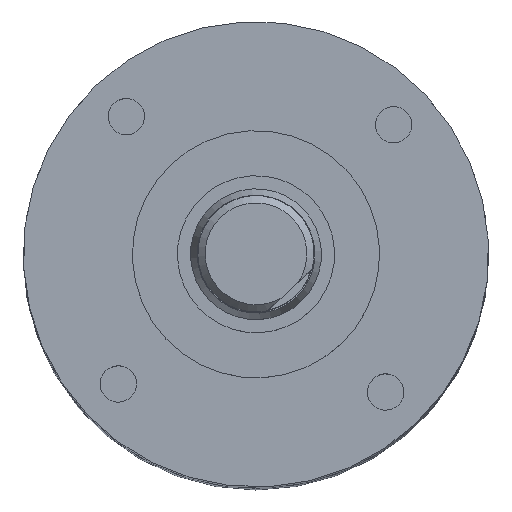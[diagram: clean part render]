
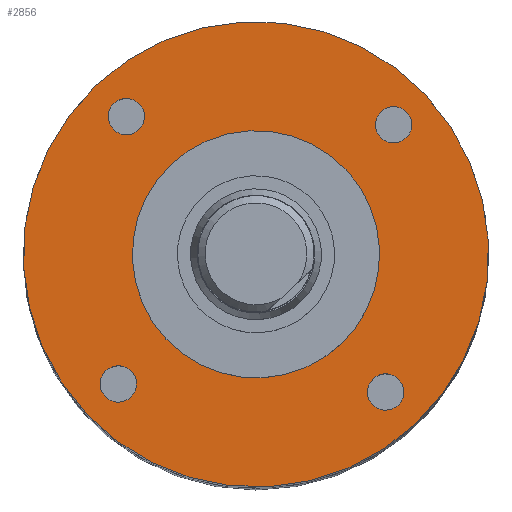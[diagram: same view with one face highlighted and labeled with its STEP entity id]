
A CAD part, top view. The second image highlights one B-rep face of the part: STEP entity #2856.
In plain terms, the highlighted planar face has unit normal (0, 0, 1).
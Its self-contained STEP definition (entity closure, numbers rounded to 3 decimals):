
#188=FACE_BOUND('',#845,.T.);
#189=FACE_BOUND('',#846,.T.);
#190=FACE_BOUND('',#847,.T.);
#191=FACE_BOUND('',#848,.T.);
#192=FACE_BOUND('',#849,.T.);
#646=FACE_OUTER_BOUND('',#844,.T.);
#844=EDGE_LOOP('',(#2081));
#845=EDGE_LOOP('',(#2082));
#846=EDGE_LOOP('',(#2083));
#847=EDGE_LOOP('',(#2084));
#848=EDGE_LOOP('',(#2085));
#849=EDGE_LOOP('',(#2086));
#1087=CIRCLE('',#3146,16.);
#1090=CIRCLE('',#3151,1.25);
#1091=CIRCLE('',#3152,1.25);
#1092=CIRCLE('',#3153,1.25);
#1093=CIRCLE('',#3154,1.25);
#1094=CIRCLE('',#3155,8.5);
#1305=VERTEX_POINT('',#4647);
#1308=VERTEX_POINT('',#4656);
#1309=VERTEX_POINT('',#4658);
#1310=VERTEX_POINT('',#4660);
#1311=VERTEX_POINT('',#4662);
#1312=VERTEX_POINT('',#4664);
#1597=EDGE_CURVE('',#1305,#1305,#1087,.T.);
#1601=EDGE_CURVE('',#1308,#1308,#1090,.T.);
#1602=EDGE_CURVE('',#1309,#1309,#1091,.T.);
#1603=EDGE_CURVE('',#1310,#1310,#1092,.T.);
#1604=EDGE_CURVE('',#1311,#1311,#1093,.T.);
#1605=EDGE_CURVE('',#1312,#1312,#1094,.T.);
#2081=ORIENTED_EDGE('',*,*,#1597,.T.);
#2082=ORIENTED_EDGE('',*,*,#1601,.T.);
#2083=ORIENTED_EDGE('',*,*,#1602,.T.);
#2084=ORIENTED_EDGE('',*,*,#1603,.T.);
#2085=ORIENTED_EDGE('',*,*,#1604,.T.);
#2086=ORIENTED_EDGE('',*,*,#1605,.F.);
#2753=PLANE('',#3150);
#2856=ADVANCED_FACE('',(#646,#188,#189,#190,#191,#192),#2753,.T.);
#3146=AXIS2_PLACEMENT_3D('',#4648,#3658,#3659);
#3150=AXIS2_PLACEMENT_3D('',#4655,#3667,#3668);
#3151=AXIS2_PLACEMENT_3D('',#4657,#3669,#3670);
#3152=AXIS2_PLACEMENT_3D('',#4659,#3671,#3672);
#3153=AXIS2_PLACEMENT_3D('',#4661,#3673,#3674);
#3154=AXIS2_PLACEMENT_3D('',#4663,#3675,#3676);
#3155=AXIS2_PLACEMENT_3D('',#4665,#3677,#3678);
#3658=DIRECTION('center_axis',(0.,0.,1.));
#3659=DIRECTION('ref_axis',(1.,0.,0.));
#3667=DIRECTION('center_axis',(0.,0.,1.));
#3668=DIRECTION('ref_axis',(1.,0.,0.));
#3669=DIRECTION('center_axis',(0.,0.,-1.));
#3670=DIRECTION('ref_axis',(0.,-1.,0.));
#3671=DIRECTION('center_axis',(0.,0.,-1.));
#3672=DIRECTION('ref_axis',(1.,0.,0.));
#3673=DIRECTION('center_axis',(0.,0.,-1.));
#3674=DIRECTION('ref_axis',(0.,1.,0.));
#3675=DIRECTION('center_axis',(0.,0.,-1.));
#3676=DIRECTION('ref_axis',(-1.,0.,0.));
#3677=DIRECTION('center_axis',(0.,0.,1.));
#3678=DIRECTION('ref_axis',(1.,0.,0.));
#4647=CARTESIAN_POINT('',(-16.,0.,49.4));
#4648=CARTESIAN_POINT('Origin',(0.,0.,49.4));
#4655=CARTESIAN_POINT('Origin',(0.,0.,49.4));
#4656=CARTESIAN_POINT('',(-13.,1.25,49.4));
#4657=CARTESIAN_POINT('Origin',(-13.,0.,49.4));
#4658=CARTESIAN_POINT('',(-1.25,-13.,49.4));
#4659=CARTESIAN_POINT('Origin',(0.,-13.,49.4));
#4660=CARTESIAN_POINT('',(13.,-1.25,49.4));
#4661=CARTESIAN_POINT('Origin',(13.,0.,49.4));
#4662=CARTESIAN_POINT('',(1.25,13.,49.4));
#4663=CARTESIAN_POINT('Origin',(0.,13.,49.4));
#4664=CARTESIAN_POINT('',(8.5,0.,49.4));
#4665=CARTESIAN_POINT('Origin',(0.,0.,49.4));
